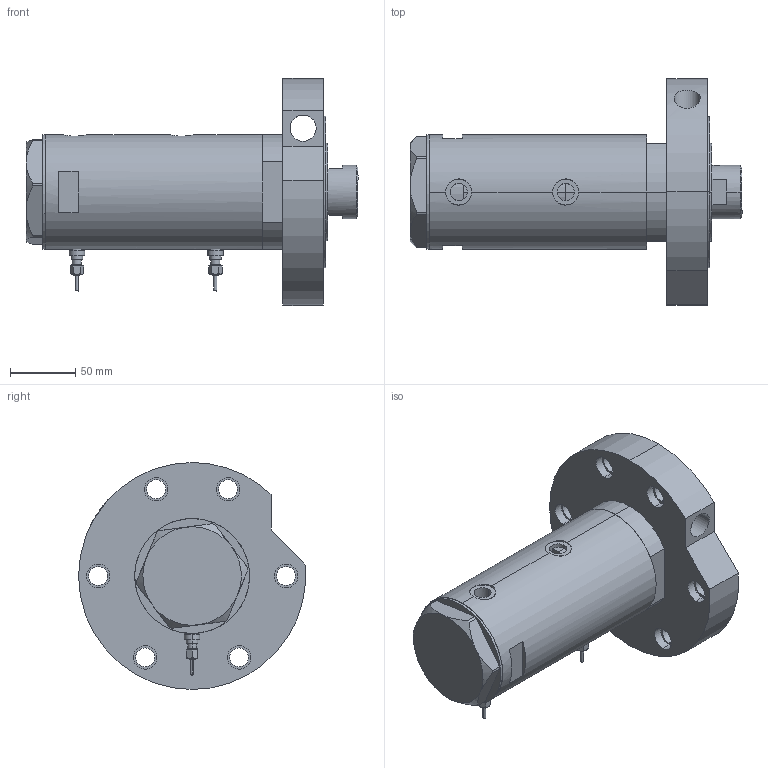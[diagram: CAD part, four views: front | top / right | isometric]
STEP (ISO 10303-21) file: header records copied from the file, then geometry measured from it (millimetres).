
FILE_DESCRIPTION (( 'STEP AP203' ), '1' );
FILE_NAME ('5c4c.STEP', '2022-04-14T22:33:39', ( '' ), ( '' ), 'SwSTEP 2.0', 'SolidWorks 2019', '' );
FILE_SCHEMA (( 'CONFIG_CONTROL_DESIGN' ));
Length unit declared in the file: millimetre
Products named in the file (7): V270CG_BACK 0b55c715c4e380edcab03dcee3997018; V270CG_MIDDLE 0b55c715c4e380edcab03dcee3997018; V270CG_FRONT 0b55c715c4e380edcab03dcee3997018; 5c4c; V270CG_SWITCH 0b55c715c4e380edcab03dcee3997018; V270CG_VC 0b55c715c4e380edcab03dcee3997018; V270CG_RF211E 0b55c715c4e380edcab03dcee3997018
Assembly tree (7 placements, depth 2):
  5c4c
    V270CG_MIDDLE 0b55c715c4e380edcab03dcee3997018
    V270CG_BACK 0b55c715c4e380edcab03dcee3997018
    V270CG_FRONT 0b55c715c4e380edcab03dcee3997018
    V270CG_VC 0b55c715c4e380edcab03dcee3997018
    V270CG_RF211E 0b55c715c4e380edcab03dcee3997018
    V270CG_SWITCH 0b55c715c4e380edcab03dcee3997018  x2
Bounding box: 254.47 x 173.83 x 174 mm (x, y, z)
Volume: 1834152.5 mm3; surface area: 277405.2 mm2
Topology: 7 solids, 7 shells, 276 faces, 615 edges, 377 vertices
Faces by surface type: cylinder 110, plane 92, cone 48, torus 24, bspline 2
Entity records: 8072 total; most frequent: CARTESIAN_POINT 2172, DIRECTION 1151, ORIENTED_EDGE 1010, EDGE_CURVE 505, AXIS2_PLACEMENT_3D 482, VERTEX_POINT 313, EDGE_LOOP 270, CIRCLE 250
